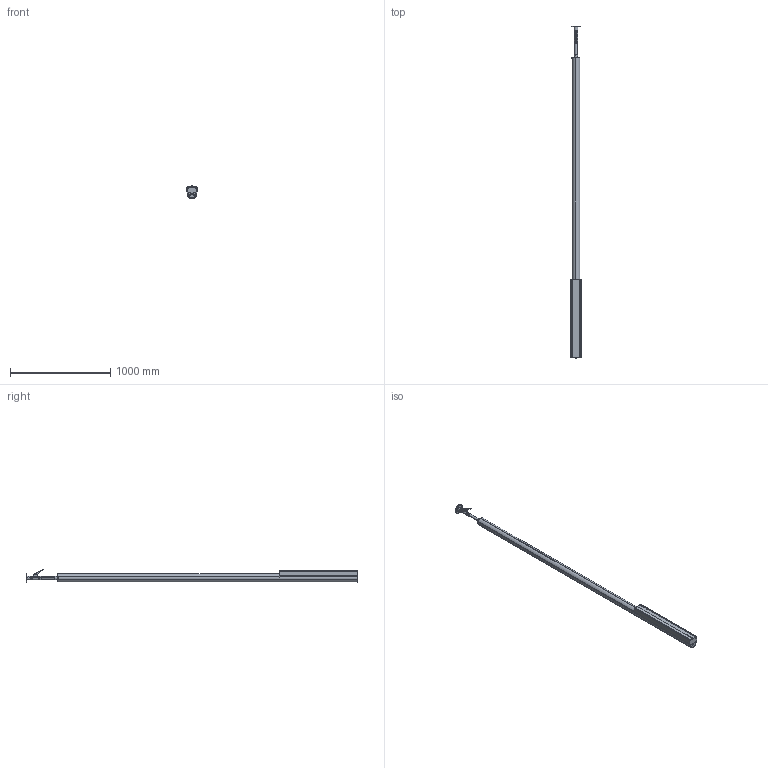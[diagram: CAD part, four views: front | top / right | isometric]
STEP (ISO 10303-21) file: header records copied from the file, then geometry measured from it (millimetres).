
FILE_DESCRIPTION (( 'STEP AP214' ), '1' );
FILE_NAME ('6289063.stp', '2016-06-29T09:22:43', ( '' ), ( '' ), 'SwSTEP 2.0', 'SolidWorks 2014', '' );
FILE_SCHEMA (( 'AUTOMOTIVE_DESIGN' ));
Length unit declared in the file: millimetre
Products named in the file (23): 030912_L=780; 076860_Standard; 030913_L=3000; 076850_Standard; 030911_L=2993; 076849_Standard; 076847_Standard; 6289063; 076846_Bohrung hinzu; 076845_Bohrung hinzu; 076844_Bohrung hinzu; 076843_bohrungen hinzu; 076842_Bohrung hinzu; 030909_L=780; 026360_L=780; 002005_Standard; 002004_Standard; P_39409404_1_Standard; 002004T1_Standard; 032228_Standard; 032226_Standard; 032419_Standard; 030913_L=2217
Assembly tree (22 placements, depth 3):
  6289063
    030911_L=2993
    030913_L=3000
    030912_L=780
    030913_L=2217
    032419_Standard
    032228_Standard
      032226_Standard
    002004_Standard
      002004T1_Standard
      P_39409404_1_Standard
    002005_Standard
    030909_L=780
      026360_L=780
    076860_Standard
      076842_Bohrung hinzu
      076843_bohrungen hinzu
      076844_Bohrung hinzu
      076845_Bohrung hinzu
      076846_Bohrung hinzu
      076847_Standard
      076849_Standard
      076850_Standard
Bounding box: 101 x 3316.88 x 139.42 mm (x, y, z)
Volume: 3283960.9 mm3; surface area: 3331274.3 mm2
Topology: 19 solids, 19 shells, 482 faces, 1271 edges, 837 vertices
Faces by surface type: plane 234, cylinder 230, cone 16, torus 2
Entity records: 16192 total; most frequent: DIRECTION 2791, CARTESIAN_POINT 2685, ORIENTED_EDGE 2542, EDGE_CURVE 1271, AXIS2_PLACEMENT_3D 1031, VERTEX_POINT 837, LINE 729, VECTOR 729
